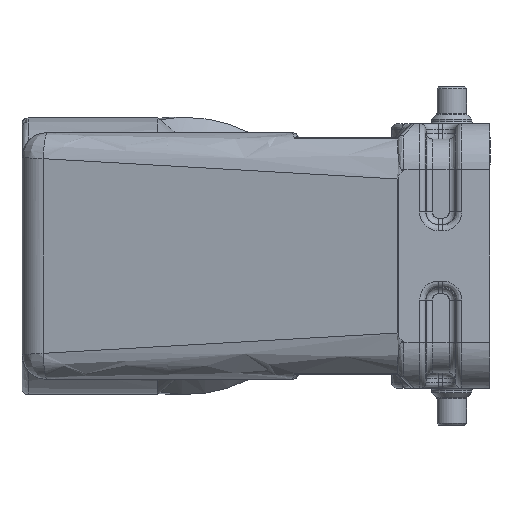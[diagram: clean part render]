
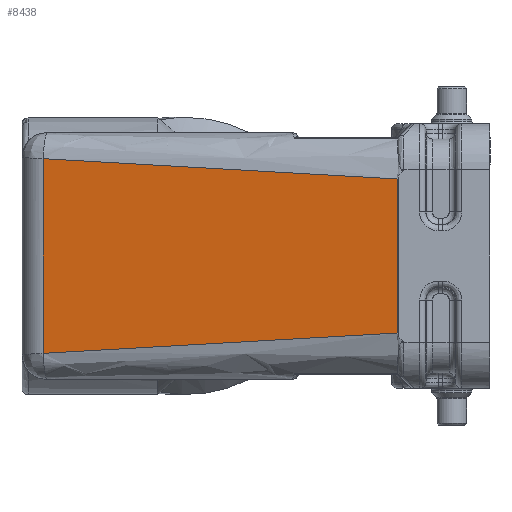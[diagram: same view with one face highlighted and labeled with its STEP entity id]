
A CAD part, left-side view. The second image highlights one B-rep face of the part: STEP entity #8438.
In plain terms, the highlighted planar face has unit normal (-0.99, 0.139, 0).
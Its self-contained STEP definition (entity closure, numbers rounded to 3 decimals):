
#6663=LINE('',#22333,#7442);
#6664=LINE('',#22336,#7443);
#6665=LINE('',#22338,#7444);
#6666=LINE('',#22340,#7445);
#7442=VECTOR('',#19229,1.);
#7443=VECTOR('',#19230,1.);
#7444=VECTOR('',#19231,1.);
#7445=VECTOR('',#19232,1.);
#8438=ADVANCED_FACE('',(#9430),#9199,.T.);
#9199=PLANE('',#18132);
#9430=FACE_OUTER_BOUND('',#10127,.T.);
#10127=EDGE_LOOP('',(#10994,#10995,#10996,#10997));
#10994=ORIENTED_EDGE('',*,*,#15848,.T.);
#10995=ORIENTED_EDGE('',*,*,#15849,.T.);
#10996=ORIENTED_EDGE('',*,*,#15850,.T.);
#10997=ORIENTED_EDGE('',*,*,#15851,.T.);
#14676=VERTEX_POINT('',#22334);
#14677=VERTEX_POINT('',#22335);
#14678=VERTEX_POINT('',#22337);
#14679=VERTEX_POINT('',#22339);
#15848=EDGE_CURVE('',#14676,#14677,#6663,.T.);
#15849=EDGE_CURVE('',#14677,#14678,#6664,.T.);
#15850=EDGE_CURVE('',#14678,#14679,#6665,.T.);
#15851=EDGE_CURVE('',#14679,#14676,#6666,.T.);
#18132=AXIS2_PLACEMENT_3D('',#22341,#19233,#19234);
#19229=DIRECTION('',(0.,0.,-1.));
#19230=DIRECTION('',(-0.139,-0.989,0.057));
#19231=DIRECTION('',(0.,0.,1.));
#19232=DIRECTION('',(0.139,0.989,0.057));
#19233=DIRECTION('',(-0.99,0.139,0.));
#19234=DIRECTION('',(-0.139,-0.99,0.));
#22333=CARTESIAN_POINT('',(-40.69,1.659,15.802));
#22334=CARTESIAN_POINT('',(-40.69,1.659,15.802));
#22335=CARTESIAN_POINT('',(-40.69,1.659,-15.802));
#22336=CARTESIAN_POINT('',(-40.69,1.659,-15.802));
#22337=CARTESIAN_POINT('',(-48.769,-55.829,-12.504));
#22338=CARTESIAN_POINT('',(-48.769,-55.829,-12.504));
#22339=CARTESIAN_POINT('',(-48.769,-55.829,12.504));
#22340=CARTESIAN_POINT('',(-48.769,-55.829,12.504));
#22341=CARTESIAN_POINT('',(-39.764,8.251,-16.802));
